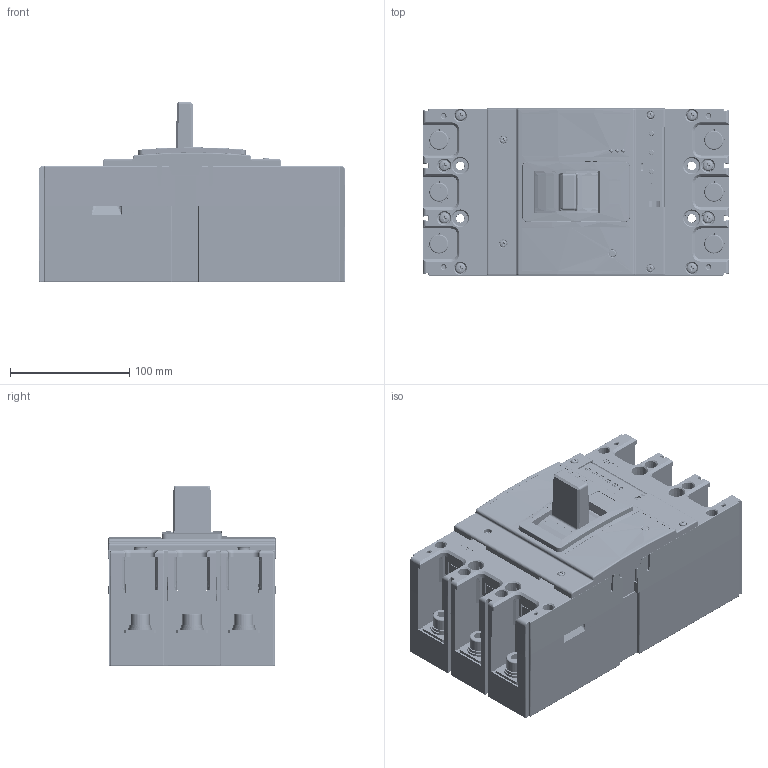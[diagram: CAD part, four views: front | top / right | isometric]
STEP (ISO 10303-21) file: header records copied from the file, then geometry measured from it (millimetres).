
FILE_DESCRIPTION(/* description */ (''),/* implementation_level */ '2;1');
FILE_NAME(/* name */ '1211111.stp',/* time_stamp */ '2024-02-22T12:38:07+08:00',/* author */ (''),/* organization */ (''),/* preprocessor_version */ 'ST-DEVELOPER v11',/* originating_system */ 'SIEMENS UGS NX 6.0',/* authorisation */ '');
FILE_SCHEMA (('CONFIG_CONTROL_DESIGN'));
Products named in the file (1): Admi377F8n4x
Bounding box: 257 x 140 x 151.23 mm (x, y, z)
Volume: 1628507.9 mm3; surface area: 634598.1 mm2
Topology: 79 solids, 87 shells, 5204 faces, 14309 edges, 9369 vertices
Faces by surface type: plane 3215, cylinder 1178, cone 260, torus 220, bspline 201, extrusion 90, sphere 40
Full cylindrical faces by diameter (mm): 2.659 x4, 2.9 x6, 3 x11, 3.15 x4, 3.2 x6, 3.354 x84, 3.5 x9, 3.9 x6, 4 x10, 4.2 x15, 4.48 x9, 4.6 x8, 4.8 x6, 5 x53, 5.4 x1, 5.5 x26, 5.8 x8, 5.85 x8, 6 x2, 6.2 x1, 6.3 x1, 6.5 x4, 7 x12, 7.5 x20, 8.282 x1, 8.7 x4, 8.782 x1, 8.82 x9, 8.9 x1, 9.1 x4
Entity records: 253540 total; most frequent: CARTESIAN_POINT 127951, ORIENTED_EDGE 26402, DIRECTION 24547, EDGE_CURVE 13201, VERTEX_POINT 8948, VECTOR 8639, LINE 8549, AXIS2_PLACEMENT_3D 7954
